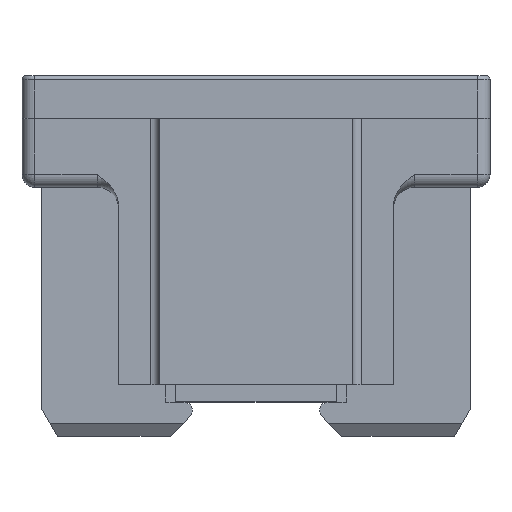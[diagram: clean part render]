
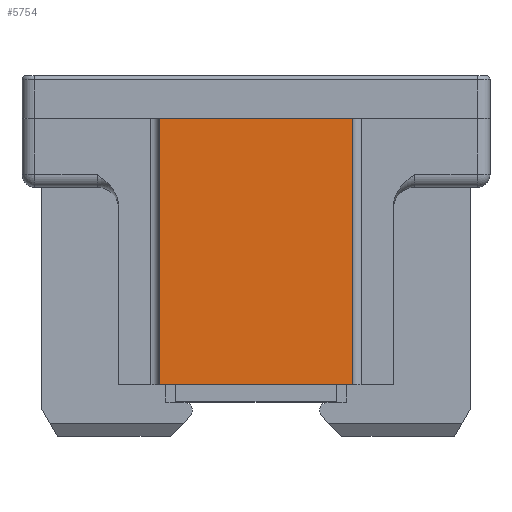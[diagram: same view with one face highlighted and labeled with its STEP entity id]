
A CAD part, top view. The second image highlights one B-rep face of the part: STEP entity #5754.
In plain terms, the highlighted planar face has unit normal (0, 0, 1).
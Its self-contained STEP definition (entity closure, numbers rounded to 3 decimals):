
#105 = PLANE('',#106);
#106 = AXIS2_PLACEMENT_3D('',#107,#108,#109);
#107 = CARTESIAN_POINT('',(3.225,0.,3.8));
#108 = DIRECTION('',(0.,-1.,0.));
#109 = DIRECTION('',(1.,0.,0.));
#2215 = VERTEX_POINT('',#2216);
#2216 = CARTESIAN_POINT('',(-2.25,0.,3.725));
#2230 = PLANE('',#2231);
#2231 = AXIS2_PLACEMENT_3D('',#2232,#2233,#2234);
#2232 = CARTESIAN_POINT('',(-2.25,6.2,3.725));
#2233 = DIRECTION('',(-1.,0.,0.));
#2234 = DIRECTION('',(0.,0.,1.));
#2242 = EDGE_CURVE('',#2215,#2243,#2245,.T.);
#2243 = VERTEX_POINT('',#2244);
#2244 = CARTESIAN_POINT('',(2.25,0.,3.725));
#2245 = SURFACE_CURVE('',#2246,(#2250,#2257),.PCURVE_S1.);
#2246 = LINE('',#2247,#2248);
#2247 = CARTESIAN_POINT('',(-2.25,0.,3.725));
#2248 = VECTOR('',#2249,1.);
#2249 = DIRECTION('',(1.,0.,0.));
#2250 = PCURVE('',#105,#2251);
#2251 = DEFINITIONAL_REPRESENTATION('',(#2252),#2256);
#2252 = LINE('',#2253,#2254);
#2253 = CARTESIAN_POINT('',(-5.475,-0.075));
#2254 = VECTOR('',#2255,1.);
#2255 = DIRECTION('',(1.,0.));
#2256 = ( GEOMETRIC_REPRESENTATION_CONTEXT(2) 
PARAMETRIC_REPRESENTATION_CONTEXT() REPRESENTATION_CONTEXT('2D SPACE',''
  ) );
#2257 = PCURVE('',#2258,#2263);
#2258 = PLANE('',#2259);
#2259 = AXIS2_PLACEMENT_3D('',#2260,#2261,#2262);
#2260 = CARTESIAN_POINT('',(0.,6.2,3.725));
#2261 = DIRECTION('',(0.,0.,1.));
#2262 = DIRECTION('',(-1.,0.,0.));
#2263 = DEFINITIONAL_REPRESENTATION('',(#2264),#2268);
#2264 = LINE('',#2265,#2266);
#2265 = CARTESIAN_POINT('',(2.25,6.2));
#2266 = VECTOR('',#2267,1.);
#2267 = DIRECTION('',(-1.,0.));
#2268 = ( GEOMETRIC_REPRESENTATION_CONTEXT(2) 
PARAMETRIC_REPRESENTATION_CONTEXT() REPRESENTATION_CONTEXT('2D SPACE',''
  ) );
#2286 = PLANE('',#2287);
#2287 = AXIS2_PLACEMENT_3D('',#2288,#2289,#2290);
#2288 = CARTESIAN_POINT('',(2.25,6.2,3.725));
#2289 = DIRECTION('',(1.,0.,0.));
#2290 = DIRECTION('',(0.,0.,1.));
#4197 = PLANE('',#4198);
#4198 = AXIS2_PLACEMENT_3D('',#4199,#4200,#4201);
#4199 = CARTESIAN_POINT('',(2.45,6.2,3.2));
#4200 = DIRECTION('',(0.,1.,0.));
#4201 = DIRECTION('',(0.,0.,-1.));
#4521 = VERTEX_POINT('',#4522);
#4522 = CARTESIAN_POINT('',(2.25,6.2,3.725));
#4543 = EDGE_CURVE('',#4521,#4544,#4546,.T.);
#4544 = VERTEX_POINT('',#4545);
#4545 = CARTESIAN_POINT('',(-2.25,6.2,3.725));
#4546 = SURFACE_CURVE('',#4547,(#4551,#4558),.PCURVE_S1.);
#4547 = LINE('',#4548,#4549);
#4548 = CARTESIAN_POINT('',(2.25,6.2,3.725));
#4549 = VECTOR('',#4550,1.);
#4550 = DIRECTION('',(-1.,0.,0.));
#4551 = PCURVE('',#4197,#4552);
#4552 = DEFINITIONAL_REPRESENTATION('',(#4553),#4557);
#4553 = LINE('',#4554,#4555);
#4554 = CARTESIAN_POINT('',(-0.525,0.2));
#4555 = VECTOR('',#4556,1.);
#4556 = DIRECTION('',(0.,1.));
#4557 = ( GEOMETRIC_REPRESENTATION_CONTEXT(2) 
PARAMETRIC_REPRESENTATION_CONTEXT() REPRESENTATION_CONTEXT('2D SPACE',''
  ) );
#4558 = PCURVE('',#2258,#4559);
#4559 = DEFINITIONAL_REPRESENTATION('',(#4560),#4564);
#4560 = LINE('',#4561,#4562);
#4561 = CARTESIAN_POINT('',(-2.25,0.));
#4562 = VECTOR('',#4563,1.);
#4563 = DIRECTION('',(1.,0.));
#4564 = ( GEOMETRIC_REPRESENTATION_CONTEXT(2) 
PARAMETRIC_REPRESENTATION_CONTEXT() REPRESENTATION_CONTEXT('2D SPACE',''
  ) );
#5731 = EDGE_CURVE('',#2243,#4521,#5732,.T.);
#5732 = SURFACE_CURVE('',#5733,(#5737,#5744),.PCURVE_S1.);
#5733 = LINE('',#5734,#5735);
#5734 = CARTESIAN_POINT('',(2.25,0.,3.725));
#5735 = VECTOR('',#5736,1.);
#5736 = DIRECTION('',(0.,1.,0.));
#5737 = PCURVE('',#2286,#5738);
#5738 = DEFINITIONAL_REPRESENTATION('',(#5739),#5743);
#5739 = LINE('',#5740,#5741);
#5740 = CARTESIAN_POINT('',(0.,6.2));
#5741 = VECTOR('',#5742,1.);
#5742 = DIRECTION('',(0.,-1.));
#5743 = ( GEOMETRIC_REPRESENTATION_CONTEXT(2) 
PARAMETRIC_REPRESENTATION_CONTEXT() REPRESENTATION_CONTEXT('2D SPACE',''
  ) );
#5744 = PCURVE('',#2258,#5745);
#5745 = DEFINITIONAL_REPRESENTATION('',(#5746),#5750);
#5746 = LINE('',#5747,#5748);
#5747 = CARTESIAN_POINT('',(-2.25,6.2));
#5748 = VECTOR('',#5749,1.);
#5749 = DIRECTION('',(0.,-1.));
#5750 = ( GEOMETRIC_REPRESENTATION_CONTEXT(2) 
PARAMETRIC_REPRESENTATION_CONTEXT() REPRESENTATION_CONTEXT('2D SPACE',''
  ) );
#5754 = ADVANCED_FACE('',(#5755),#2258,.T.);
#5755 = FACE_BOUND('',#5756,.F.);
#5756 = EDGE_LOOP('',(#5757,#5778,#5779,#5780));
#5757 = ORIENTED_EDGE('',*,*,#5758,.T.);
#5758 = EDGE_CURVE('',#2215,#4544,#5759,.T.);
#5759 = SURFACE_CURVE('',#5760,(#5764,#5771),.PCURVE_S1.);
#5760 = LINE('',#5761,#5762);
#5761 = CARTESIAN_POINT('',(-2.25,0.,3.725));
#5762 = VECTOR('',#5763,1.);
#5763 = DIRECTION('',(0.,1.,0.));
#5764 = PCURVE('',#2258,#5765);
#5765 = DEFINITIONAL_REPRESENTATION('',(#5766),#5770);
#5766 = LINE('',#5767,#5768);
#5767 = CARTESIAN_POINT('',(2.25,6.2));
#5768 = VECTOR('',#5769,1.);
#5769 = DIRECTION('',(0.,-1.));
#5770 = ( GEOMETRIC_REPRESENTATION_CONTEXT(2) 
PARAMETRIC_REPRESENTATION_CONTEXT() REPRESENTATION_CONTEXT('2D SPACE',''
  ) );
#5771 = PCURVE('',#2230,#5772);
#5772 = DEFINITIONAL_REPRESENTATION('',(#5773),#5777);
#5773 = LINE('',#5774,#5775);
#5774 = CARTESIAN_POINT('',(0.,-6.2));
#5775 = VECTOR('',#5776,1.);
#5776 = DIRECTION('',(0.,1.));
#5777 = ( GEOMETRIC_REPRESENTATION_CONTEXT(2) 
PARAMETRIC_REPRESENTATION_CONTEXT() REPRESENTATION_CONTEXT('2D SPACE',''
  ) );
#5778 = ORIENTED_EDGE('',*,*,#4543,.F.);
#5779 = ORIENTED_EDGE('',*,*,#5731,.F.);
#5780 = ORIENTED_EDGE('',*,*,#2242,.F.);
